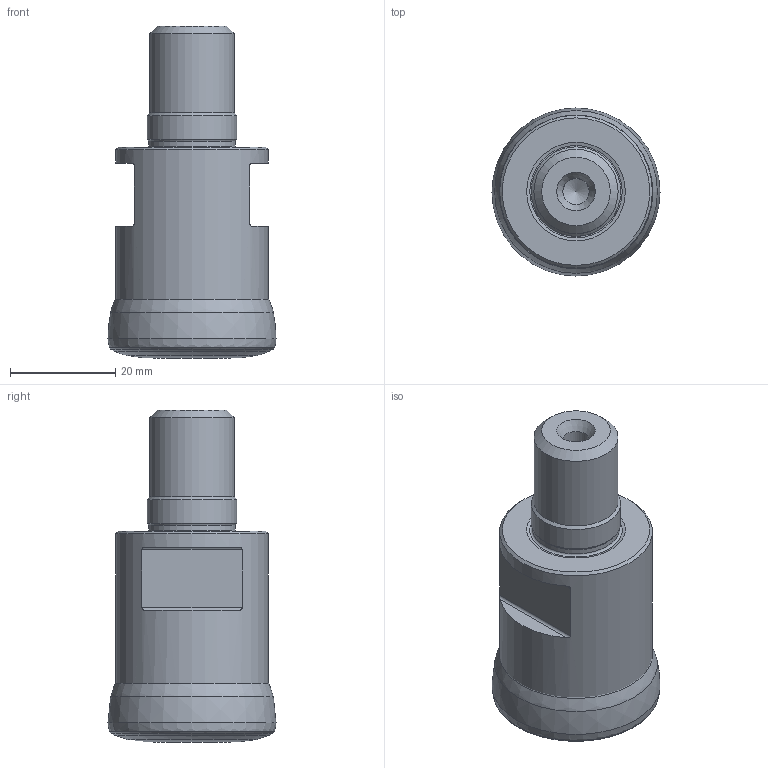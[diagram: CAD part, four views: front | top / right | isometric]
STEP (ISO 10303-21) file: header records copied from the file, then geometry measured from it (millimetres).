
FILE_DESCRIPTION(/* description */ (''),/* implementation_level */ '2;1');
FILE_NAME(/* name */ '32E3R040M16_SZD12_C_115009679ndi000_00_SIM.stp',/* time_stamp */ '2019-12-20T07:11:18+01:00',/* author */ (''),/* organization */ (''),/* preprocessor_version */ 'ST-DEVELOPER v16.7',/* originating_system */ 'SIEMENS PLM Software NX 12.0',/* authorisation */ '');
FILE_SCHEMA (('AUTOMOTIVE_DESIGN { 1 0 10303 214 3 1 1 1 }'));
Length unit declared in the file: millimetre
Products named in the file (1): hc72072C52DCsprm
Bounding box: 31.89 x 31.89 x 63 mm (x, y, z)
Volume: 36196.3 mm3; surface area: 9224.5 mm2
Topology: 2 solids, 2 shells, 61 faces, 135 edges, 78 vertices
Faces by surface type: revolution 28, cylinder 9, cone 9, plane 9, torus 5, bspline 1
Full cylindrical faces by diameter (mm): 5 x1, 16 x1, 16.493 x1, 16.993 x1, 29 x1
Entity records: 1672 total; most frequent: CARTESIAN_POINT 562, DIRECTION 206, ORIENTED_EDGE 148, EDGE_LOOP 112, FACE_BOUND 102, AXIS2_PLACEMENT_3D 83, EDGE_CURVE 74, VERTEX_POINT 67
